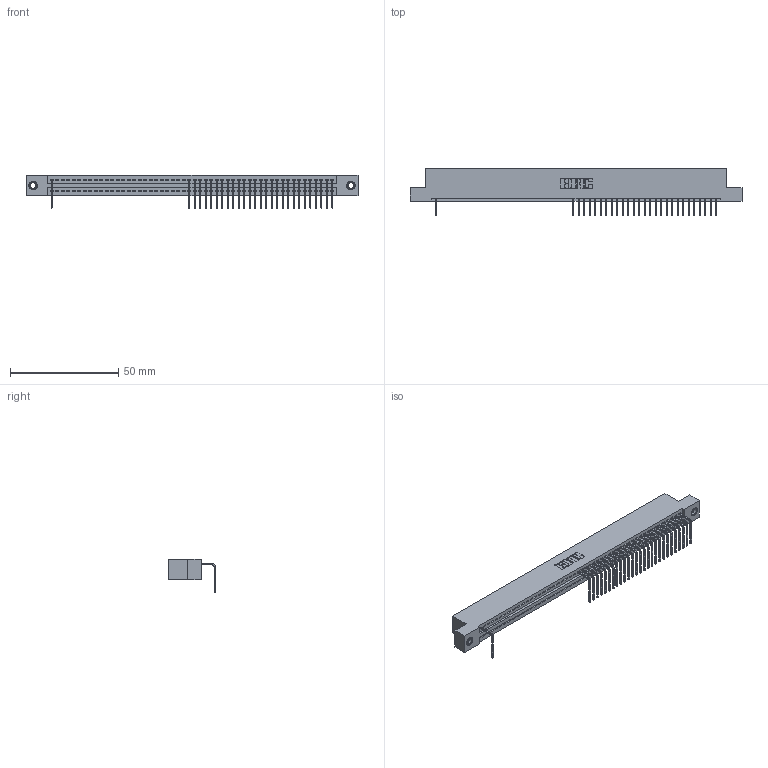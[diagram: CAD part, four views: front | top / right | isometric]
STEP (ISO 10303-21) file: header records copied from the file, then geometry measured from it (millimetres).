
FILE_DESCRIPTION (( 'STEP AP203' ), '1' );
FILE_NAME ('345-052-558-107.STEP', '2018-09-23T00:09:24', ( '' ), ( '' ), 'SwSTEP 2.0', 'SolidWorks 2016', '' );
FILE_SCHEMA (( 'CONFIG_CONTROL_DESIGN' ));
Length unit declared in the file: inch
Products named in the file (4): 345 Part_Flush Mounting Lugs - 0.156 Dia-TI; 345-292-001_558 Tail - 2; 345-250-001_345-250-005-103; 345-052-558-107
Assembly tree (31 placements, depth 2):
  345-052-558-107
    345 Part_Flush Mounting Lugs - 0.156 Dia-TI
    345-292-001_558 Tail - 2  x28
    345-250-001_345-250-005-103  x2
Bounding box: 153.29 x 21.83 x 15.37 mm (x, y, z)
Volume: 14446.4 mm3; surface area: 18455.2 mm2
Topology: 31 solids, 31 shells, 2250 faces, 6869 edges, 4534 vertices
Faces by surface type: plane 1624, cylinder 610, cone 12, torus 4
Entity records: 38292 total; most frequent: ORIENTED_EDGE 6726, CARTESIAN_POINT 6723, DIRECTION 5857, EDGE_CURVE 3363, VECTOR 3003, LINE 3003, VERTEX_POINT 2236, AXIS2_PLACEMENT_3D 1427
